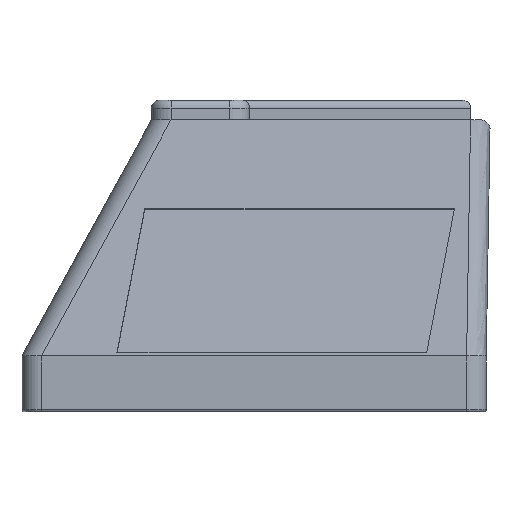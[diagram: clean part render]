
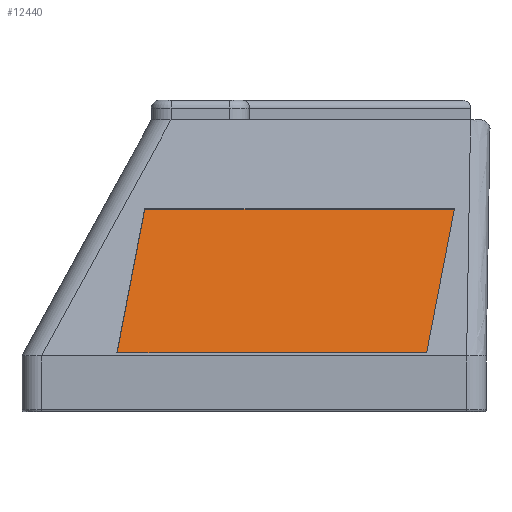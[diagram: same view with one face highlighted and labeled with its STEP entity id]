
A CAD part, front view. The second image highlights one B-rep face of the part: STEP entity #12440.
In plain terms, the highlighted planar face has unit normal (0, -0.984, 0.18).
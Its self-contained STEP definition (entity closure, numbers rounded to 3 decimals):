
#7857 = PLANE('',#7858);
#7858 = AXIS2_PLACEMENT_3D('',#7859,#7860,#7861);
#7859 = CARTESIAN_POINT('',(-14.276,-53.055,
    15.019));
#7860 = DIRECTION('',(0.982,-0.034,-0.184
    ));
#7861 = DIRECTION('',(0.187,0.177,0.966));
#7885 = PLANE('',#7886);
#7886 = AXIS2_PLACEMENT_3D('',#7887,#7888,#7889);
#7887 = CARTESIAN_POINT('',(-7.173,-46.333,
    51.803));
#7888 = DIRECTION('',(0.,-0.18,-0.984));
#7889 = DIRECTION('',(1.,0.,0.));
#7917 = PLANE('',#7918);
#7918 = AXIS2_PLACEMENT_3D('',#7919,#7920,#7921);
#7919 = CARTESIAN_POINT('',(71.876,-46.333,
    51.803));
#7920 = DIRECTION('',(-0.982,0.034,0.184)
  );
#7921 = DIRECTION('',(-0.187,-0.177,-0.966));
#7943 = PLANE('',#7944);
#7944 = AXIS2_PLACEMENT_3D('',#7945,#7946,#7947);
#7945 = CARTESIAN_POINT('',(64.773,-53.055,
    15.019));
#7946 = DIRECTION('',(0.,0.18,0.984));
#7947 = DIRECTION('',(-1.,0.,0.));
#10615 = VERTEX_POINT('',#10616);
#10616 = CARTESIAN_POINT('',(-14.276,-52.071,
    14.839));
#10637 = EDGE_CURVE('',#10615,#10638,#10640,.T.);
#10638 = VERTEX_POINT('',#10639);
#10639 = CARTESIAN_POINT('',(-7.173,-45.349,
    51.623));
#10640 = SURFACE_CURVE('',#10641,(#10645,#10652),.PCURVE_S1.);
#10641 = LINE('',#10642,#10643);
#10642 = CARTESIAN_POINT('',(-14.276,-52.071,
    14.839));
#10643 = VECTOR('',#10644,1.);
#10644 = DIRECTION('',(0.187,0.177,0.966));
#10645 = PCURVE('',#7857,#10646);
#10646 = DEFINITIONAL_REPRESENTATION('',(#10647),#10651);
#10647 = LINE('',#10648,#10649);
#10648 = CARTESIAN_POINT('',(0.,-1.));
#10649 = VECTOR('',#10650,1.);
#10650 = DIRECTION('',(1.,0.));
#10651 = ( GEOMETRIC_REPRESENTATION_CONTEXT(2) 
PARAMETRIC_REPRESENTATION_CONTEXT() REPRESENTATION_CONTEXT('2D SPACE',''
  ) );
#10652 = PCURVE('',#10653,#10658);
#10653 = PLANE('',#10654);
#10654 = AXIS2_PLACEMENT_3D('',#10655,#10656,#10657);
#10655 = CARTESIAN_POINT('',(28.8,-48.71,33.231)
  );
#10656 = DIRECTION('',(0.,0.984,-0.18));
#10657 = DIRECTION('',(0.,0.18,0.984));
#10658 = DEFINITIONAL_REPRESENTATION('',(#10659),#10663);
#10659 = LINE('',#10660,#10661);
#10660 = CARTESIAN_POINT('',(-18.696,-43.076));
#10661 = VECTOR('',#10662,1.);
#10662 = DIRECTION('',(0.982,0.187));
#10663 = ( GEOMETRIC_REPRESENTATION_CONTEXT(2) 
PARAMETRIC_REPRESENTATION_CONTEXT() REPRESENTATION_CONTEXT('2D SPACE',''
  ) );
#10691 = VERTEX_POINT('',#10692);
#10692 = CARTESIAN_POINT('',(64.773,-52.071,
    14.839));
#10713 = EDGE_CURVE('',#10691,#10615,#10714,.T.);
#10714 = SURFACE_CURVE('',#10715,(#10719,#10726),.PCURVE_S1.);
#10715 = LINE('',#10716,#10717);
#10716 = CARTESIAN_POINT('',(64.773,-52.071,
    14.839));
#10717 = VECTOR('',#10718,1.);
#10718 = DIRECTION('',(-1.,0.,0.));
#10719 = PCURVE('',#7943,#10720);
#10720 = DEFINITIONAL_REPRESENTATION('',(#10721),#10725);
#10721 = LINE('',#10722,#10723);
#10722 = CARTESIAN_POINT('',(0.,-1.));
#10723 = VECTOR('',#10724,1.);
#10724 = DIRECTION('',(1.,0.));
#10725 = ( GEOMETRIC_REPRESENTATION_CONTEXT(2) 
PARAMETRIC_REPRESENTATION_CONTEXT() REPRESENTATION_CONTEXT('2D SPACE',''
  ) );
#10726 = PCURVE('',#10653,#10727);
#10727 = DEFINITIONAL_REPRESENTATION('',(#10728),#10732);
#10728 = LINE('',#10729,#10730);
#10729 = CARTESIAN_POINT('',(-18.696,35.973));
#10730 = VECTOR('',#10731,1.);
#10731 = DIRECTION('',(0.,-1.));
#10732 = ( GEOMETRIC_REPRESENTATION_CONTEXT(2) 
PARAMETRIC_REPRESENTATION_CONTEXT() REPRESENTATION_CONTEXT('2D SPACE',''
  ) );
#10740 = VERTEX_POINT('',#10741);
#10741 = CARTESIAN_POINT('',(71.876,-45.349,
    51.623));
#10762 = EDGE_CURVE('',#10740,#10691,#10763,.T.);
#10763 = SURFACE_CURVE('',#10764,(#10768,#10775),.PCURVE_S1.);
#10764 = LINE('',#10765,#10766);
#10765 = CARTESIAN_POINT('',(71.876,-45.349,
    51.623));
#10766 = VECTOR('',#10767,1.);
#10767 = DIRECTION('',(-0.187,-0.177,-0.966));
#10768 = PCURVE('',#7917,#10769);
#10769 = DEFINITIONAL_REPRESENTATION('',(#10770),#10774);
#10770 = LINE('',#10771,#10772);
#10771 = CARTESIAN_POINT('',(0.,-1.));
#10772 = VECTOR('',#10773,1.);
#10773 = DIRECTION('',(1.,0.));
#10774 = ( GEOMETRIC_REPRESENTATION_CONTEXT(2) 
PARAMETRIC_REPRESENTATION_CONTEXT() REPRESENTATION_CONTEXT('2D SPACE',''
  ) );
#10775 = PCURVE('',#10653,#10776);
#10776 = DEFINITIONAL_REPRESENTATION('',(#10777),#10781);
#10777 = LINE('',#10778,#10779);
#10778 = CARTESIAN_POINT('',(18.696,43.076));
#10779 = VECTOR('',#10780,1.);
#10780 = DIRECTION('',(-0.982,-0.187));
#10781 = ( GEOMETRIC_REPRESENTATION_CONTEXT(2) 
PARAMETRIC_REPRESENTATION_CONTEXT() REPRESENTATION_CONTEXT('2D SPACE',''
  ) );
#10789 = EDGE_CURVE('',#10638,#10740,#10790,.T.);
#10790 = SURFACE_CURVE('',#10791,(#10795,#10802),.PCURVE_S1.);
#10791 = LINE('',#10792,#10793);
#10792 = CARTESIAN_POINT('',(-7.173,-45.349,
    51.623));
#10793 = VECTOR('',#10794,1.);
#10794 = DIRECTION('',(1.,0.,0.));
#10795 = PCURVE('',#7885,#10796);
#10796 = DEFINITIONAL_REPRESENTATION('',(#10797),#10801);
#10797 = LINE('',#10798,#10799);
#10798 = CARTESIAN_POINT('',(0.,-1.));
#10799 = VECTOR('',#10800,1.);
#10800 = DIRECTION('',(1.,0.));
#10801 = ( GEOMETRIC_REPRESENTATION_CONTEXT(2) 
PARAMETRIC_REPRESENTATION_CONTEXT() REPRESENTATION_CONTEXT('2D SPACE',''
  ) );
#10802 = PCURVE('',#10653,#10803);
#10803 = DEFINITIONAL_REPRESENTATION('',(#10804),#10808);
#10804 = LINE('',#10805,#10806);
#10805 = CARTESIAN_POINT('',(18.696,-35.973));
#10806 = VECTOR('',#10807,1.);
#10807 = DIRECTION('',(0.,1.));
#10808 = ( GEOMETRIC_REPRESENTATION_CONTEXT(2) 
PARAMETRIC_REPRESENTATION_CONTEXT() REPRESENTATION_CONTEXT('2D SPACE',''
  ) );
#12440 = ADVANCED_FACE('',(#12441),#10653,.F.);
#12441 = FACE_BOUND('',#12442,.F.);
#12442 = EDGE_LOOP('',(#12443,#12444,#12445,#12446));
#12443 = ORIENTED_EDGE('',*,*,#10789,.T.);
#12444 = ORIENTED_EDGE('',*,*,#10762,.T.);
#12445 = ORIENTED_EDGE('',*,*,#10713,.T.);
#12446 = ORIENTED_EDGE('',*,*,#10637,.T.);
